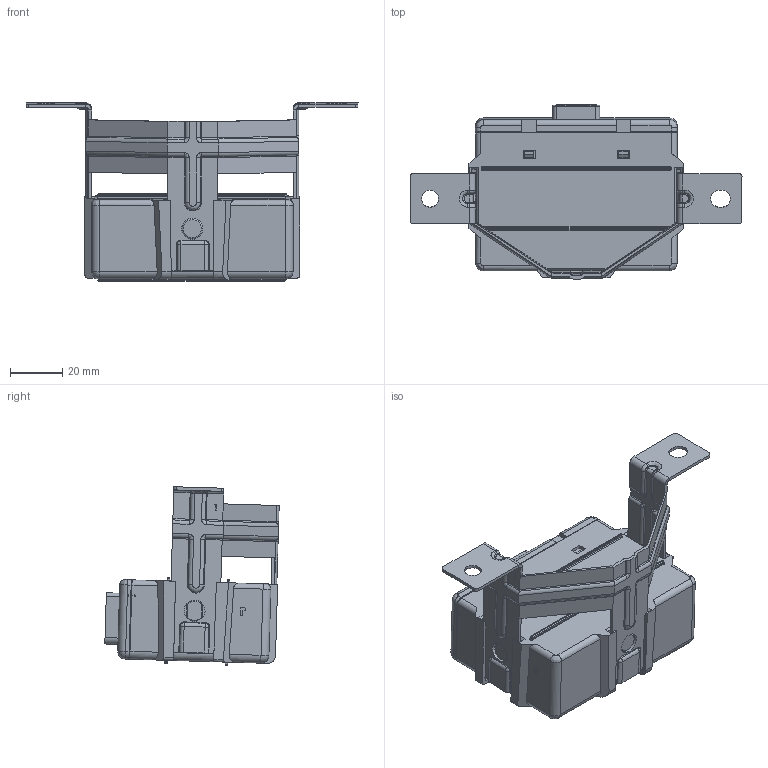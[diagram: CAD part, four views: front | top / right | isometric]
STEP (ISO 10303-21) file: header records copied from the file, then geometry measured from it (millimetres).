
FILE_DESCRIPTION(/* description */ (''),/* implementation_level */ '2;1');
FILE_NAME(/* name */ '北汽接收机20181130_stp.stp',/* time_stamp */ '2018-12-18T10:48:26+08:00',/* author */ (''),/* organization */ (''),/* preprocessor_version */ 'ST-DEVELOPER v16',/* originating_system */ 'SIEMENS PLM Software NX 10.0',/* authorisation */ '');
FILE_SCHEMA (('AP203_CONFIGURATION_CONTROLLED_3D_DESIGN_OF_MECHANICAL_PARTS_AND_ASSEMBLIES_MIM_LF { 1 0 10303 403 2 1 2}'));
Products named in the file (10): FRONT; BACK_1; EA104116_ALLCATPART_ASM_AllCATPart.1; TIANXIAN; PCB; zhijia1; dianlubanzujian; OE_ASM_1_ASM; OE_ASM_ASM; 北汽接收机20181130_stp
Assembly tree (9 placements, depth 4):
  北汽接收机20181130_stp
    OE_ASM_ASM
      OE_ASM_1_ASM
        BACK_1
        FRONT
    dianlubanzujian
      PCB
      TIANXIAN
      EA104116_ALLCATPART_ASM_AllCATPart.1
    zhijia1
Bounding box: 126.52 x 66.43 x 68.03 mm (x, y, z)
Volume: 45944.1 mm3; surface area: 63883.9 mm2
Topology: 6 solids, 6 shells, 1550 faces, 4025 edges, 2467 vertices
Faces by surface type: plane 915, cylinder 423, bspline 104, sphere 46, torus 38, cone 22, extrusion 2
Entity records: 56745 total; most frequent: CARTESIAN_POINT 16929, ORIENTED_EDGE 7946, DIRECTION 7176, EDGE_CURVE 3973, VECTOR 2872, LINE 2870, VERTEX_POINT 2467, AXIS2_PLACEMENT_3D 2152
